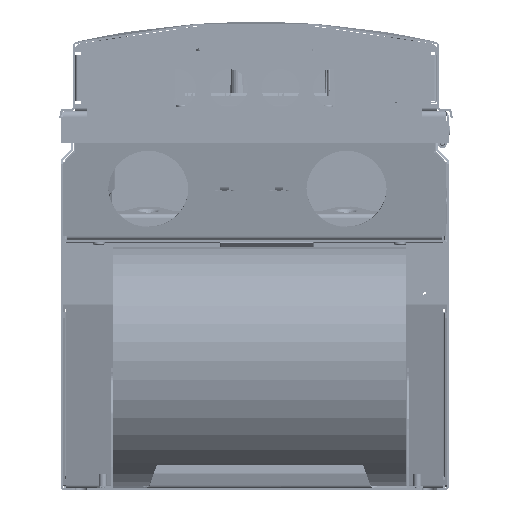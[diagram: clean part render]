
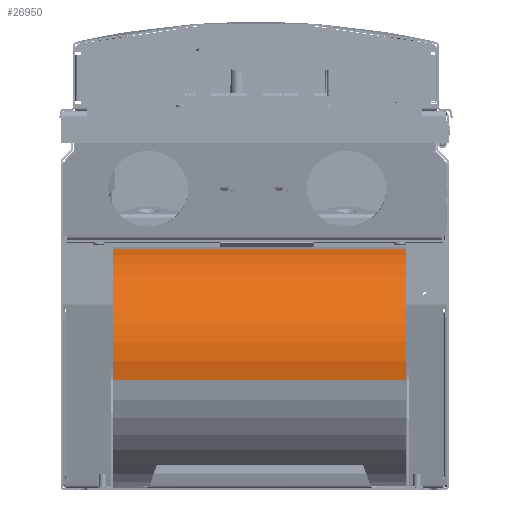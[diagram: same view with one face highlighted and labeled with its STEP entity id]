
A CAD part, front view. The second image highlights one B-rep face of the part: STEP entity #26950.
In plain terms, the highlighted cylindrical face has radius 83.5 mm (diameter 167 mm), a partial arc.
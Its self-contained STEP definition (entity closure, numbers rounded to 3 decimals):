
#26338=CARTESIAN_POINT('',(-103.85,-291.316,96.194));
#26339=DIRECTION('',(-1.,0.,0.));
#26340=DIRECTION('',(0.,-0.982,-0.189));
#26341=AXIS2_PLACEMENT_3D('',#26338,#26339,#26340);
#26399=CARTESIAN_POINT('',(111.15,-291.316,96.194));
#26400=DIRECTION('',(1.,0.,0.));
#26401=DIRECTION('',(0.,-0.24,0.971));
#26402=AXIS2_PLACEMENT_3D('',#26399,#26400,#26401);
#26461=DIRECTION('',(1.,0.,0.));
#26462=VECTOR('',#26461,215.);
#26463=CARTESIAN_POINT('',(-103.85,-373.309,80.4));
#26464=LINE('',#26463,#26462);
#26465=DIRECTION('',(-1.,0.,0.));
#26466=VECTOR('',#26465,215.);
#26467=CARTESIAN_POINT('',(111.15,-311.389,177.246));
#26468=LINE('',#26467,#26466);
#26745=CARTESIAN_POINT('',(111.15,-373.309,80.4));
#26747=VERTEX_POINT('',#26745);
#26751=CARTESIAN_POINT('',(-103.85,-373.309,80.4));
#26752=VERTEX_POINT('',#26751);
#26757=CARTESIAN_POINT('',(-103.85,-311.389,177.246));
#26759=VERTEX_POINT('',#26757);
#26771=CARTESIAN_POINT('',(111.15,-311.389,177.246));
#26772=VERTEX_POINT('',#26771);
#26938=CARTESIAN_POINT('',(3.65,-291.316,
96.194));
#26939=DIRECTION('',(-1.,0.,0.));
#26940=DIRECTION('',(0.,-0.982,-0.189));
#26941=AXIS2_PLACEMENT_3D('',#26938,#26939,#26940);
#26942=CYLINDRICAL_SURFACE('',#26941,83.5);
#26943=ORIENTED_EDGE('',*,*,#26897,.T.);
#26945=ORIENTED_EDGE('',*,*,#26944,.F.);
#26946=ORIENTED_EDGE('',*,*,#26832,.T.);
#26947=ORIENTED_EDGE('',*,*,#26877,.F.);
#26948=EDGE_LOOP('',(#26943,#26945,#26946,#26947));
#26949=FACE_OUTER_BOUND('',#26948,.F.);
#26950=ADVANCED_FACE('',(#26949),#26942,.T.);
#26342=CIRCLE('',#26341,83.5);
#26403=CIRCLE('',#26402,83.5);
#26832=EDGE_CURVE('',#26752,#26759,#26342,.T.);
#26877=EDGE_CURVE('',#26772,#26759,#26468,.T.);
#26897=EDGE_CURVE('',#26772,#26747,#26403,.T.);
#26944=EDGE_CURVE('',#26752,#26747,#26464,.T.);
